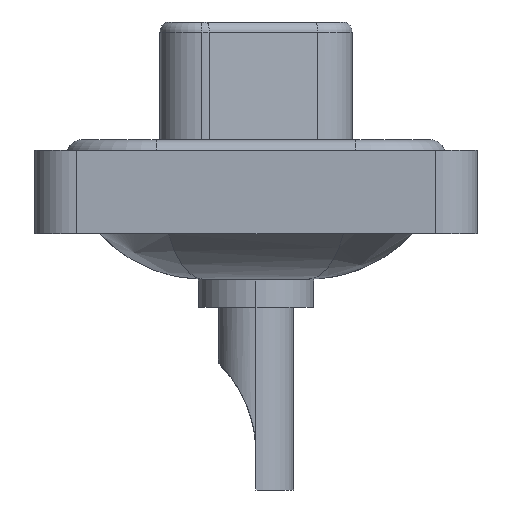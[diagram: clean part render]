
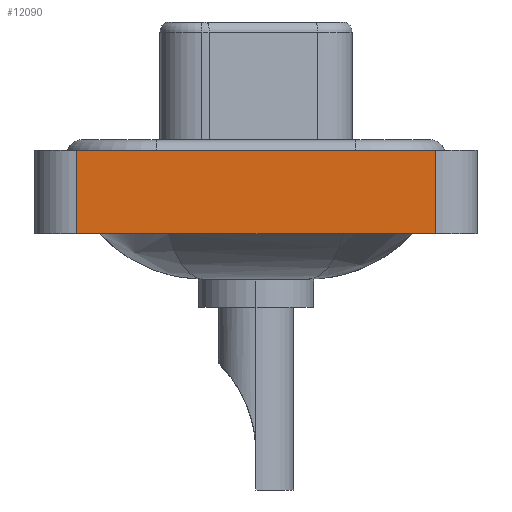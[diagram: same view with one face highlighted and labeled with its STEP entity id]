
A CAD part, left-side view. The second image highlights one B-rep face of the part: STEP entity #12090.
In plain terms, the highlighted planar face has unit normal (-1, 0, 0).
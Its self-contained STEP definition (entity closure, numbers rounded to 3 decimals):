
#201 = CARTESIAN_POINT ( 'NONE',  ( -7.3, 8.55, -3.6 ) ) ;
#1735 = PLANE ( 'NONE',  #16877 ) ;
#1954 = VECTOR ( 'NONE', #7961, 1000. ) ;
#2826 = LINE ( 'NONE', #8975, #7080 ) ;
#2977 = ORIENTED_EDGE ( 'NONE', *, *, #6168, .T. ) ;
#3186 = EDGE_CURVE ( 'NONE', #16916, #15839, #8381, .T. ) ;
#3345 = FACE_OUTER_BOUND ( 'NONE', #18342, .T. ) ;
#3404 = EDGE_CURVE ( 'NONE', #10646, #10358, #8787, .T. ) ;
#4141 = CARTESIAN_POINT ( 'NONE',  ( -7.3, -8.55, -3.6 ) ) ;
#6168 = EDGE_CURVE ( 'NONE', #10358, #15839, #2826, .T. ) ;
#7080 = VECTOR ( 'NONE', #15121, 1000. ) ;
#7188 = ORIENTED_EDGE ( 'NONE', *, *, #12917, .F. ) ;
#7880 = DIRECTION ( 'NONE',  ( -1., 0., 0. ) ) ;
#7961 = DIRECTION ( 'NONE',  ( 0., 0., 1. ) ) ;
#8381 = LINE ( 'NONE', #19177, #10355 ) ;
#8787 = LINE ( 'NONE', #4141, #15019 ) ;
#8887 = CARTESIAN_POINT ( 'NONE',  ( -7.3, 8.55, 0.4 ) ) ;
#8975 = CARTESIAN_POINT ( 'NONE',  ( -7.3, -8.55, -3.6 ) ) ;
#9886 = DIRECTION ( 'NONE',  ( 0., -1., 0. ) ) ;
#10355 = VECTOR ( 'NONE', #9886, 1000. ) ;
#10358 = VERTEX_POINT ( 'NONE', #12726 ) ;
#10386 = DIRECTION ( 'NONE',  ( 0., -1., 0. ) ) ;
#10646 = VERTEX_POINT ( 'NONE', #12380 ) ;
#12090 = ADVANCED_FACE ( 'NONE', ( #3345 ), #1735, .T. ) ;
#12380 = CARTESIAN_POINT ( 'NONE',  ( -7.3, 8.55, -3.6 ) ) ;
#12726 = CARTESIAN_POINT ( 'NONE',  ( -7.3, -8.55, -3.6 ) ) ;
#12917 = EDGE_CURVE ( 'NONE', #10646, #16916, #14008, .T. ) ;
#13818 = CARTESIAN_POINT ( 'NONE',  ( -7.3, -8.55, 0.4 ) ) ;
#14008 = LINE ( 'NONE', #201, #1954 ) ;
#14026 = DIRECTION ( 'NONE',  ( 0., 0., 1. ) ) ;
#15019 = VECTOR ( 'NONE', #10386, 1000. ) ;
#15121 = DIRECTION ( 'NONE',  ( 0., 0., 1. ) ) ;
#15633 = CARTESIAN_POINT ( 'NONE',  ( -7.3, -8.55, -3.6 ) ) ;
#15755 = ORIENTED_EDGE ( 'NONE', *, *, #3186, .F. ) ;
#15839 = VERTEX_POINT ( 'NONE', #13818 ) ;
#16877 = AXIS2_PLACEMENT_3D ( 'NONE', #15633, #7880, #14026 ) ;
#16916 = VERTEX_POINT ( 'NONE', #8887 ) ;
#17408 = ORIENTED_EDGE ( 'NONE', *, *, #3404, .T. ) ;
#18342 = EDGE_LOOP ( 'NONE', ( #2977, #15755, #7188, #17408 ) ) ;
#19177 = CARTESIAN_POINT ( 'NONE',  ( -7.3, -8.55, 0.4 ) ) ;
